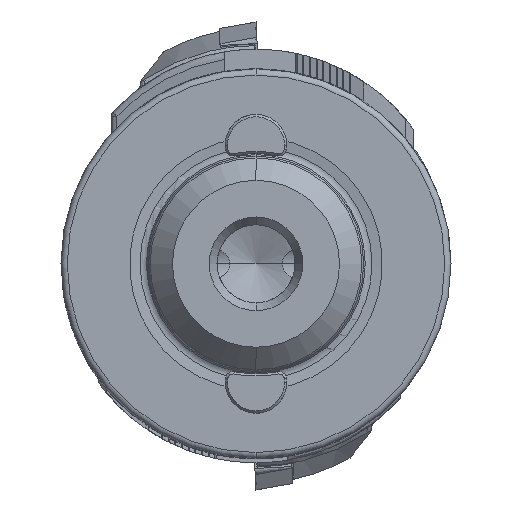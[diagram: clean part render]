
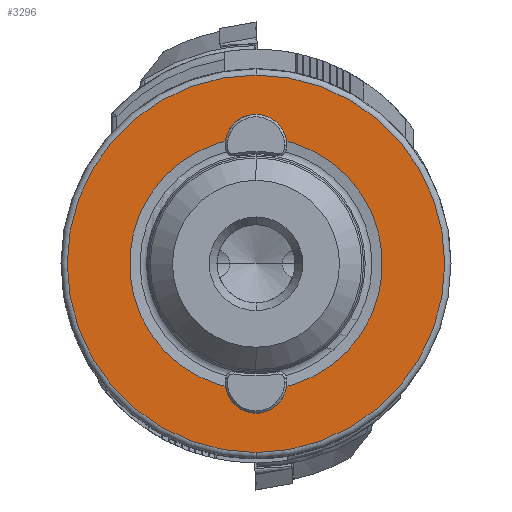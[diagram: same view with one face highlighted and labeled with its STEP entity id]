
A CAD part, left-side view. The second image highlights one B-rep face of the part: STEP entity #3296.
In plain terms, the highlighted planar face has unit normal (-1, 0, 0).
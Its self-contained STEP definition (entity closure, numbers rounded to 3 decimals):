
#326 = CARTESIAN_POINT ( 'NONE',  ( 0., 0., 0. ) ) ;
#790 = ORIENTED_EDGE ( 'NONE', *, *, #20809, .F. ) ;
#1169 = CIRCLE ( 'NONE', #51194, 12.1 ) ;
#1681 = DIRECTION ( 'NONE',  ( 0., 0., -1. ) ) ;
#1794 = DIRECTION ( 'NONE',  ( 1., 0., 0. ) ) ;
#1853 = PLANE ( 'NONE',  #12013 ) ;
#2379 = CARTESIAN_POINT ( 'NONE',  ( 0., 8.103, 0. ) ) ;
#3296 = ADVANCED_FACE ( 'NONE', ( #39642, #27482 ), #1853, .F. ) ;
#3694 = AXIS2_PLACEMENT_3D ( 'NONE', #47600, #23000, #51743 ) ;
#4432 = DIRECTION ( 'NONE',  ( 0., 0., 1. ) ) ;
#4449 = AXIS2_PLACEMENT_3D ( 'NONE', #37967, #13489, #42122 ) ;
#7114 = EDGE_LOOP ( 'NONE', ( #32375, #17537 ) ) ;
#7184 = AXIS2_PLACEMENT_3D ( 'NONE', #43748, #19218, #47924 ) ;
#9945 = AXIS2_PLACEMENT_3D ( 'NONE', #41021, #16499, #45187 ) ;
#11144 = CARTESIAN_POINT ( 'NONE',  ( 0., 1.046, -8.036 ) ) ;
#11638 = DIRECTION ( 'NONE',  ( -1., 0., 0. ) ) ;
#12013 = AXIS2_PLACEMENT_3D ( 'NONE', #2379, #1794, #1681 ) ;
#12168 = CIRCLE ( 'NONE', #42217, 1.1 ) ;
#13179 = CARTESIAN_POINT ( 'NONE',  ( 0., -1.046, 8.036 ) ) ;
#13489 = DIRECTION ( 'NONE',  ( -1., 0., 0. ) ) ;
#13548 = EDGE_CURVE ( 'NONE', #33135, #31380, #46167, .T. ) ;
#15202 = EDGE_CURVE ( 'NONE', #38810, #31631, #17256, .T. ) ;
#16389 = VERTEX_POINT ( 'NONE', #52269 ) ;
#16499 = DIRECTION ( 'NONE',  ( -1., 0., 0. ) ) ;
#17256 = CIRCLE ( 'NONE', #4449, 12.1 ) ;
#17273 = CIRCLE ( 'NONE', #7184, 1.1 ) ;
#17537 = ORIENTED_EDGE ( 'NONE', *, *, #15202, .T. ) ;
#18269 = ORIENTED_EDGE ( 'NONE', *, *, #21891, .F. ) ;
#18909 = CARTESIAN_POINT ( 'NONE',  ( 0., 0., 12.1 ) ) ;
#19168 = CARTESIAN_POINT ( 'NONE',  ( 0., 0., -12.1 ) ) ;
#19187 = ORIENTED_EDGE ( 'NONE', *, *, #38881, .F. ) ;
#19218 = DIRECTION ( 'NONE',  ( -1., 0., 0. ) ) ;
#20056 = CIRCLE ( 'NONE', #30187, 8.103 ) ;
#20809 = EDGE_CURVE ( 'NONE', #27582, #33135, #41046, .T. ) ;
#21083 = CARTESIAN_POINT ( 'NONE',  ( 0., 0., -9.475 ) ) ;
#21868 = DIRECTION ( 'NONE',  ( -1., 0., 0. ) ) ;
#21891 = EDGE_CURVE ( 'NONE', #31380, #16389, #17273, .T. ) ;
#22125 = EDGE_CURVE ( 'NONE', #31631, #38810, #1169, .T. ) ;
#22402 = DIRECTION ( 'NONE',  ( -1., 0., 0. ) ) ;
#23000 = DIRECTION ( 'NONE',  ( -1., 0., 0. ) ) ;
#27482 = FACE_BOUND ( 'NONE', #34307, .T. ) ;
#27497 = VERTEX_POINT ( 'NONE', #13179 ) ;
#27582 = VERTEX_POINT ( 'NONE', #39056 ) ;
#27718 = AXIS2_PLACEMENT_3D ( 'NONE', #46459, #21868, #50585 ) ;
#29006 = DIRECTION ( 'NONE',  ( -1., 0., 0. ) ) ;
#29909 = CARTESIAN_POINT ( 'NONE',  ( 0., 0., 9.475 ) ) ;
#30187 = AXIS2_PLACEMENT_3D ( 'NONE', #36116, #11638, #40256 ) ;
#31380 = VERTEX_POINT ( 'NONE', #21083 ) ;
#31631 = VERTEX_POINT ( 'NONE', #18909 ) ;
#32375 = ORIENTED_EDGE ( 'NONE', *, *, #22125, .T. ) ;
#33135 = VERTEX_POINT ( 'NONE', #11144 ) ;
#34307 = EDGE_LOOP ( 'NONE', ( #50300, #790, #43073, #48446, #19187, #18269 ) ) ;
#36116 = CARTESIAN_POINT ( 'NONE',  ( 0., 0., 0. ) ) ;
#37967 = CARTESIAN_POINT ( 'NONE',  ( 0., 0., 0. ) ) ;
#38677 = EDGE_CURVE ( 'NONE', #27497, #40661, #12168, .T. ) ;
#38810 = VERTEX_POINT ( 'NONE', #19168 ) ;
#38881 = EDGE_CURVE ( 'NONE', #16389, #27497, #20056, .T. ) ;
#39056 = CARTESIAN_POINT ( 'NONE',  ( 0., 1.046, 8.036 ) ) ;
#39642 = FACE_OUTER_BOUND ( 'NONE', #7114, .T. ) ;
#40256 = DIRECTION ( 'NONE',  ( 0., 0., 1. ) ) ;
#40661 = VERTEX_POINT ( 'NONE', #29909 ) ;
#41021 = CARTESIAN_POINT ( 'NONE',  ( 0., 0., -8.375 ) ) ;
#41046 = CIRCLE ( 'NONE', #27718, 8.103 ) ;
#42122 = DIRECTION ( 'NONE',  ( 0., 0., 1. ) ) ;
#42217 = AXIS2_PLACEMENT_3D ( 'NONE', #46999, #22402, #51118 ) ;
#43073 = ORIENTED_EDGE ( 'NONE', *, *, #48005, .F. ) ;
#43748 = CARTESIAN_POINT ( 'NONE',  ( 0., 0., -8.375 ) ) ;
#45187 = DIRECTION ( 'NONE',  ( 0., 0., 1. ) ) ;
#46167 = CIRCLE ( 'NONE', #9945, 1.1 ) ;
#46459 = CARTESIAN_POINT ( 'NONE',  ( 0., 0., 0. ) ) ;
#46999 = CARTESIAN_POINT ( 'NONE',  ( 0., 0., 8.375 ) ) ;
#47600 = CARTESIAN_POINT ( 'NONE',  ( 0., 0., 8.375 ) ) ;
#47924 = DIRECTION ( 'NONE',  ( 0., 0., 1. ) ) ;
#48005 = EDGE_CURVE ( 'NONE', #40661, #27582, #50297, .T. ) ;
#48446 = ORIENTED_EDGE ( 'NONE', *, *, #38677, .F. ) ;
#50297 = CIRCLE ( 'NONE', #3694, 1.1 ) ;
#50300 = ORIENTED_EDGE ( 'NONE', *, *, #13548, .F. ) ;
#50585 = DIRECTION ( 'NONE',  ( 0., 0., 1. ) ) ;
#51118 = DIRECTION ( 'NONE',  ( 0., 0., 1. ) ) ;
#51194 = AXIS2_PLACEMENT_3D ( 'NONE', #326, #29006, #4432 ) ;
#51743 = DIRECTION ( 'NONE',  ( 0., 0., 1. ) ) ;
#52269 = CARTESIAN_POINT ( 'NONE',  ( 0., -1.046, -8.036 ) ) ;
